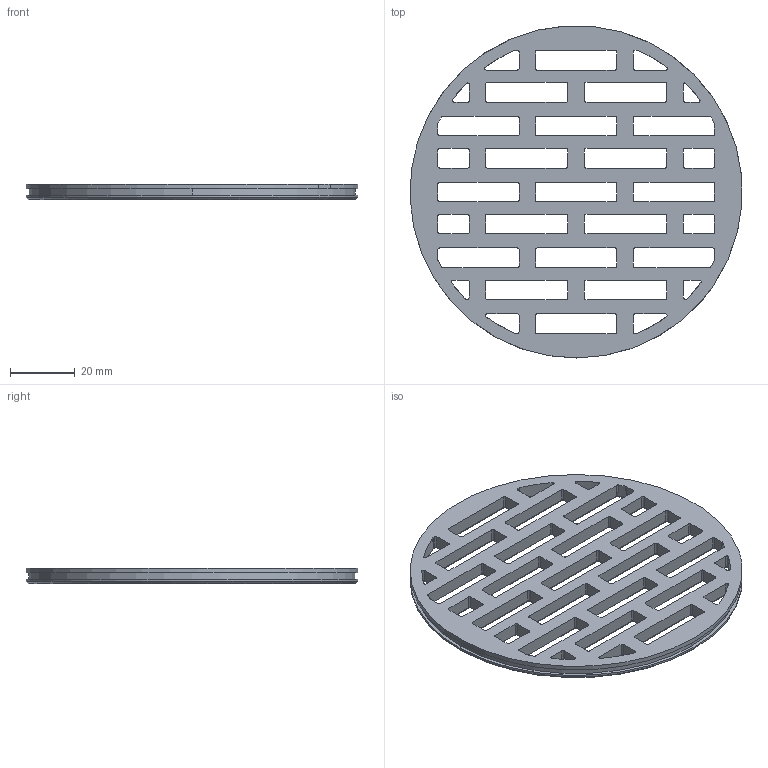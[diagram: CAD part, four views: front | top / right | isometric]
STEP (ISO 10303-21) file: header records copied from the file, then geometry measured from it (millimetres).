
FILE_DESCRIPTION((''),'2;1');
FILE_NAME('243-406_ASM','2019-09-25T14:00:04',('rsmith'),(''),'CREO PARAMETRIC BY PTC INC, 2018400','CREO PARAMETRIC BY PTC INC, 2018400','');
FILE_SCHEMA(('CONFIG_CONTROL_DESIGN'));
Length unit declared in the file: inch
Products named in the file (2): 50996; 243-406_ASM
Assembly tree (1 placements, depth 2):
  243-406_ASM
    50996
Bounding box: 102.47 x 102.5 x 4.78 mm (x, y, z)
Volume: 21323.8 mm3; surface area: 36563.7 mm2
Topology: 1 solids, 2 shells, 1004 faces, 2508 edges, 1512 vertices
Faces by surface type: cylinder 452, bspline 292, plane 232, torus 24, cone 4
Entity records: 43359 total; most frequent: CARTESIAN_POINT 21719, ORIENTED_EDGE 5016, DIRECTION 3674, EDGE_CURVE 2508, VERTEX_POINT 1512, AXIS2_PLACEMENT_3D 1305, EDGE_LOOP 1132, VECTOR 1064
